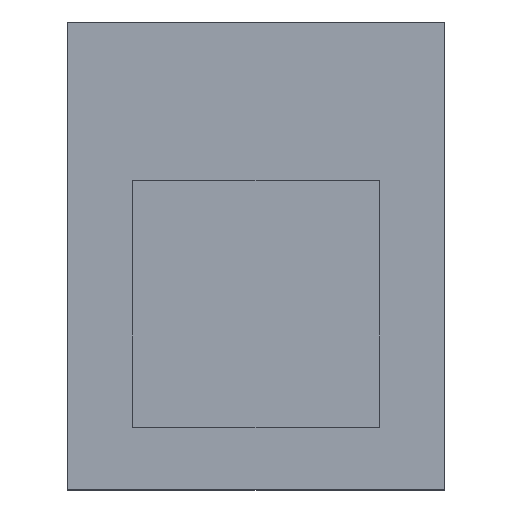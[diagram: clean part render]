
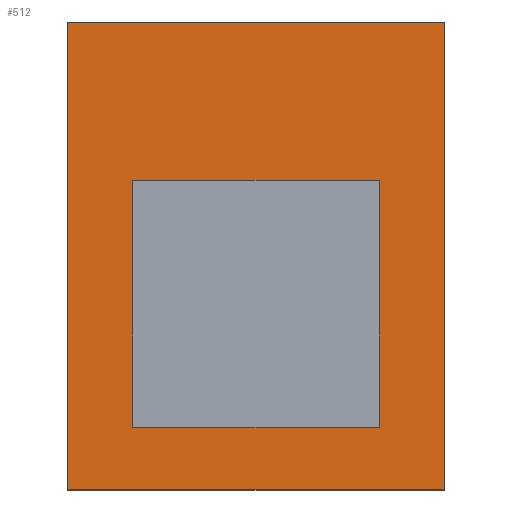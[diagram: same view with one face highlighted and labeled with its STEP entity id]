
A CAD part, top view. The second image highlights one B-rep face of the part: STEP entity #512.
In plain terms, the highlighted planar face has unit normal (0, 0, 1).
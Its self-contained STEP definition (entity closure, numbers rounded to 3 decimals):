
#36 = LINE ( 'NONE', #214, #1292 ) ;
#47 = DIRECTION ( 'NONE',  ( -1., 0., 0. ) ) ;
#65 = CARTESIAN_POINT ( 'NONE',  ( -0.725, 0.9, 0. ) ) ;
#80 = AXIS2_PLACEMENT_3D ( 'NONE', #690, #339, #1351 ) ;
#148 = DIRECTION ( 'NONE',  ( 0., -1., 0. ) ) ;
#164 = EDGE_CURVE ( 'NONE', #722, #705, #1483, .T. ) ;
#166 = VECTOR ( 'NONE', #47, 1000. ) ;
#186 = CARTESIAN_POINT ( 'NONE',  ( 0.725, 0.9, 0. ) ) ;
#214 = CARTESIAN_POINT ( 'NONE',  ( 0.725, 0., 0. ) ) ;
#222 = PLANE ( 'NONE',  #80 ) ;
#231 = ORIENTED_EDGE ( 'NONE', *, *, #1507, .T. ) ;
#246 = CARTESIAN_POINT ( 'NONE',  ( -0.475, 0.29, 0. ) ) ;
#285 = VERTEX_POINT ( 'NONE', #1396 ) ;
#339 = DIRECTION ( 'NONE',  ( 0., 0., 1. ) ) ;
#353 = EDGE_CURVE ( 'NONE', #285, #1294, #464, .T. ) ;
#366 = VECTOR ( 'NONE', #919, 1000. ) ;
#379 = CARTESIAN_POINT ( 'NONE',  ( -0.475, -0.66, 0. ) ) ;
#381 = VERTEX_POINT ( 'NONE', #379 ) ;
#406 = CARTESIAN_POINT ( 'NONE',  ( 0.475, 0., 0. ) ) ;
#407 = ORIENTED_EDGE ( 'NONE', *, *, #353, .F. ) ;
#448 = VECTOR ( 'NONE', #1088, 1000. ) ;
#464 = LINE ( 'NONE', #1047, #366 ) ;
#486 = EDGE_CURVE ( 'NONE', #381, #722, #1061, .T. ) ;
#512 = ADVANCED_FACE ( 'NONE', ( #864, #772 ), #222, .T. ) ;
#534 = LINE ( 'NONE', #1252, #166 ) ;
#566 = VECTOR ( 'NONE', #1020, 1000. ) ;
#567 = LINE ( 'NONE', #406, #846 ) ;
#583 = CARTESIAN_POINT ( 'NONE',  ( 0., 0.29, 0. ) ) ;
#632 = CARTESIAN_POINT ( 'NONE',  ( 0., 0.9, 0. ) ) ;
#690 = CARTESIAN_POINT ( 'NONE',  ( -0.725, -0.9, 0. ) ) ;
#705 = VERTEX_POINT ( 'NONE', #1361 ) ;
#722 = VERTEX_POINT ( 'NONE', #246 ) ;
#769 = ORIENTED_EDGE ( 'NONE', *, *, #940, .F. ) ;
#772 = FACE_OUTER_BOUND ( 'NONE', #949, .T. ) ;
#846 = VECTOR ( 'NONE', #148, 1000. ) ;
#864 = FACE_BOUND ( 'NONE', #1223, .T. ) ;
#884 = ORIENTED_EDGE ( 'NONE', *, *, #1245, .F. ) ;
#899 = CARTESIAN_POINT ( 'NONE',  ( -0.475, 0., 0. ) ) ;
#919 = DIRECTION ( 'NONE',  ( 0., 1., 0. ) ) ;
#937 = ORIENTED_EDGE ( 'NONE', *, *, #164, .T. ) ;
#940 = EDGE_CURVE ( 'NONE', #1294, #1290, #1412, .T. ) ;
#949 = EDGE_LOOP ( 'NONE', ( #1390, #769, #407, #884 ) ) ;
#975 = EDGE_CURVE ( 'NONE', #705, #1445, #567, .T. ) ;
#1014 = ORIENTED_EDGE ( 'NONE', *, *, #486, .T. ) ;
#1020 = DIRECTION ( 'NONE',  ( -1., 0., 0. ) ) ;
#1026 = DIRECTION ( 'NONE',  ( 1., 0., 0. ) ) ;
#1047 = CARTESIAN_POINT ( 'NONE',  ( -0.725, 0., 0. ) ) ;
#1061 = LINE ( 'NONE', #899, #1310 ) ;
#1088 = DIRECTION ( 'NONE',  ( 1., 0., 0. ) ) ;
#1125 = DIRECTION ( 'NONE',  ( 0., 1., 0. ) ) ;
#1146 = VECTOR ( 'NONE', #1026, 1000. ) ;
#1186 = ORIENTED_EDGE ( 'NONE', *, *, #975, .T. ) ;
#1219 = EDGE_CURVE ( 'NONE', #1290, #1482, #36, .T. ) ;
#1223 = EDGE_LOOP ( 'NONE', ( #1186, #231, #1014, #937 ) ) ;
#1224 = DIRECTION ( 'NONE',  ( 0., -1., 0. ) ) ;
#1233 = LINE ( 'NONE', #1487, #566 ) ;
#1245 = EDGE_CURVE ( 'NONE', #1482, #285, #534, .T. ) ;
#1252 = CARTESIAN_POINT ( 'NONE',  ( 0., -0.9, 0. ) ) ;
#1290 = VERTEX_POINT ( 'NONE', #186 ) ;
#1292 = VECTOR ( 'NONE', #1224, 1000. ) ;
#1294 = VERTEX_POINT ( 'NONE', #65 ) ;
#1310 = VECTOR ( 'NONE', #1125, 1000. ) ;
#1346 = CARTESIAN_POINT ( 'NONE',  ( 0.725, -0.9, 0. ) ) ;
#1351 = DIRECTION ( 'NONE',  ( 1., 0., 0. ) ) ;
#1361 = CARTESIAN_POINT ( 'NONE',  ( 0.475, 0.29, 0. ) ) ;
#1390 = ORIENTED_EDGE ( 'NONE', *, *, #1219, .F. ) ;
#1396 = CARTESIAN_POINT ( 'NONE',  ( -0.725, -0.9, 0. ) ) ;
#1412 = LINE ( 'NONE', #632, #448 ) ;
#1445 = VERTEX_POINT ( 'NONE', #1477 ) ;
#1477 = CARTESIAN_POINT ( 'NONE',  ( 0.475, -0.66, 0. ) ) ;
#1482 = VERTEX_POINT ( 'NONE', #1346 ) ;
#1483 = LINE ( 'NONE', #583, #1146 ) ;
#1487 = CARTESIAN_POINT ( 'NONE',  ( 0., -0.66, 0. ) ) ;
#1507 = EDGE_CURVE ( 'NONE', #1445, #381, #1233, .T. ) ;
